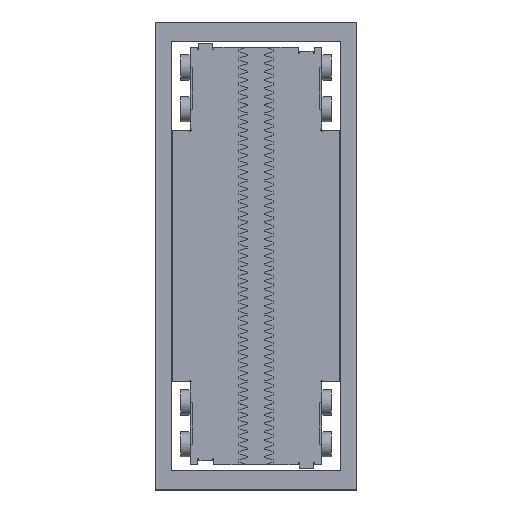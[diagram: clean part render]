
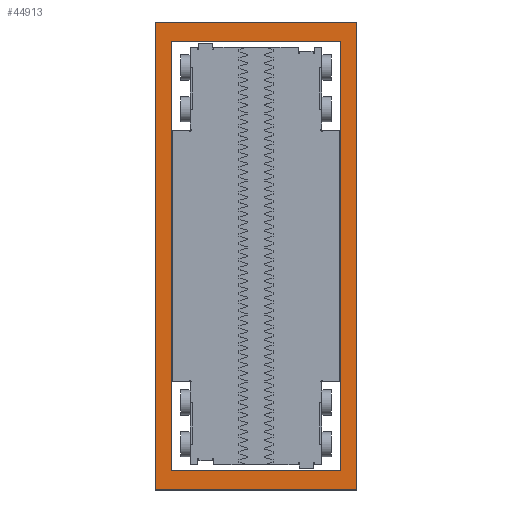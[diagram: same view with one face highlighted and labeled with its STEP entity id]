
A CAD part, top view. The second image highlights one B-rep face of the part: STEP entity #44913.
In plain terms, the highlighted planar face has unit normal (0, 0, 1).
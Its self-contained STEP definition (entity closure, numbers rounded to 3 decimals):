
#44913 = ADVANCED_FACE('',(#44914,#45033),#44928,.T.);
#44914 = FACE_BOUND('',#44915,.T.);
#44915 = EDGE_LOOP('',(#44916,#44951,#44979,#45007));
#44916 = ORIENTED_EDGE('',*,*,#44917,.T.);
#44917 = EDGE_CURVE('',#44918,#44920,#44922,.T.);
#44918 = VERTEX_POINT('',#44919);
#44919 = CARTESIAN_POINT('',(16.2,40.9,-4.2));
#44920 = VERTEX_POINT('',#44921);
#44921 = CARTESIAN_POINT('',(16.2,-40.9,-4.2));
#44922 = SURFACE_CURVE('',#44923,(#44927,#44939),.PCURVE_S1.);
#44923 = LINE('',#44924,#44925);
#44924 = CARTESIAN_POINT('',(16.2,40.9,-4.2));
#44925 = VECTOR('',#44926,1.);
#44926 = DIRECTION('',(0.,-1.,0.));
#44927 = PCURVE('',#44928,#44933);
#44928 = PLANE('',#44929);
#44929 = AXIS2_PLACEMENT_3D('',#44930,#44931,#44932);
#44930 = CARTESIAN_POINT('',(19.2,40.,-4.2));
#44931 = DIRECTION('',(0.,0.,1.));
#44932 = DIRECTION('',(0.,1.,0.));
#44933 = DEFINITIONAL_REPRESENTATION('',(#44934),#44938);
#44934 = LINE('',#44935,#44936);
#44935 = CARTESIAN_POINT('',(0.9,3.));
#44936 = VECTOR('',#44937,1.);
#44937 = DIRECTION('',(-1.,0.));
#44938 = ( GEOMETRIC_REPRESENTATION_CONTEXT(2) 
PARAMETRIC_REPRESENTATION_CONTEXT() REPRESENTATION_CONTEXT('2D SPACE',''
  ) );
#44939 = PCURVE('',#44940,#44945);
#44940 = PLANE('',#44941);
#44941 = AXIS2_PLACEMENT_3D('',#44942,#44943,#44944);
#44942 = CARTESIAN_POINT('',(16.2,40.,-6.6));
#44943 = DIRECTION('',(-1.,0.,0.));
#44944 = DIRECTION('',(0.,0.,1.));
#44945 = DEFINITIONAL_REPRESENTATION('',(#44946),#44950);
#44946 = LINE('',#44947,#44948);
#44947 = CARTESIAN_POINT('',(2.4,0.9));
#44948 = VECTOR('',#44949,1.);
#44949 = DIRECTION('',(0.,-1.));
#44950 = ( GEOMETRIC_REPRESENTATION_CONTEXT(2) 
PARAMETRIC_REPRESENTATION_CONTEXT() REPRESENTATION_CONTEXT('2D SPACE',''
  ) );
#44951 = ORIENTED_EDGE('',*,*,#44952,.F.);
#44952 = EDGE_CURVE('',#44953,#44920,#44955,.T.);
#44953 = VERTEX_POINT('',#44954);
#44954 = CARTESIAN_POINT('',(-16.2,-40.9,-4.2));
#44955 = SURFACE_CURVE('',#44956,(#44960,#44967),.PCURVE_S1.);
#44956 = LINE('',#44957,#44958);
#44957 = CARTESIAN_POINT('',(-16.2,-40.9,-4.2));
#44958 = VECTOR('',#44959,1.);
#44959 = DIRECTION('',(1.,0.,0.));
#44960 = PCURVE('',#44928,#44961);
#44961 = DEFINITIONAL_REPRESENTATION('',(#44962),#44966);
#44962 = LINE('',#44963,#44964);
#44963 = CARTESIAN_POINT('',(-80.9,35.4));
#44964 = VECTOR('',#44965,1.);
#44965 = DIRECTION('',(0.,-1.));
#44966 = ( GEOMETRIC_REPRESENTATION_CONTEXT(2) 
PARAMETRIC_REPRESENTATION_CONTEXT() REPRESENTATION_CONTEXT('2D SPACE',''
  ) );
#44967 = PCURVE('',#44968,#44973);
#44968 = PLANE('',#44969);
#44969 = AXIS2_PLACEMENT_3D('',#44970,#44971,#44972);
#44970 = CARTESIAN_POINT('',(-16.2,-40.9,-6.6));
#44971 = DIRECTION('',(0.,-1.,0.));
#44972 = DIRECTION('',(0.,0.,1.));
#44973 = DEFINITIONAL_REPRESENTATION('',(#44974),#44978);
#44974 = LINE('',#44975,#44976);
#44975 = CARTESIAN_POINT('',(2.4,0.));
#44976 = VECTOR('',#44977,1.);
#44977 = DIRECTION('',(0.,-1.));
#44978 = ( GEOMETRIC_REPRESENTATION_CONTEXT(2) 
PARAMETRIC_REPRESENTATION_CONTEXT() REPRESENTATION_CONTEXT('2D SPACE',''
  ) );
#44979 = ORIENTED_EDGE('',*,*,#44980,.T.);
#44980 = EDGE_CURVE('',#44953,#44981,#44983,.T.);
#44981 = VERTEX_POINT('',#44982);
#44982 = CARTESIAN_POINT('',(-16.2,40.9,-4.2));
#44983 = SURFACE_CURVE('',#44984,(#44988,#44995),.PCURVE_S1.);
#44984 = LINE('',#44985,#44986);
#44985 = CARTESIAN_POINT('',(-16.2,-40.9,-4.2));
#44986 = VECTOR('',#44987,1.);
#44987 = DIRECTION('',(0.,1.,0.));
#44988 = PCURVE('',#44928,#44989);
#44989 = DEFINITIONAL_REPRESENTATION('',(#44990),#44994);
#44990 = LINE('',#44991,#44992);
#44991 = CARTESIAN_POINT('',(-80.9,35.4));
#44992 = VECTOR('',#44993,1.);
#44993 = DIRECTION('',(1.,0.));
#44994 = ( GEOMETRIC_REPRESENTATION_CONTEXT(2) 
PARAMETRIC_REPRESENTATION_CONTEXT() REPRESENTATION_CONTEXT('2D SPACE',''
  ) );
#44995 = PCURVE('',#44996,#45001);
#44996 = PLANE('',#44997);
#44997 = AXIS2_PLACEMENT_3D('',#44998,#44999,#45000);
#44998 = CARTESIAN_POINT('',(-16.2,40.,-6.6));
#44999 = DIRECTION('',(-1.,0.,0.));
#45000 = DIRECTION('',(0.,0.,1.));
#45001 = DEFINITIONAL_REPRESENTATION('',(#45002),#45006);
#45002 = LINE('',#45003,#45004);
#45003 = CARTESIAN_POINT('',(2.4,-80.9));
#45004 = VECTOR('',#45005,1.);
#45005 = DIRECTION('',(0.,1.));
#45006 = ( GEOMETRIC_REPRESENTATION_CONTEXT(2) 
PARAMETRIC_REPRESENTATION_CONTEXT() REPRESENTATION_CONTEXT('2D SPACE',''
  ) );
#45007 = ORIENTED_EDGE('',*,*,#45008,.F.);
#45008 = EDGE_CURVE('',#44918,#44981,#45009,.T.);
#45009 = SURFACE_CURVE('',#45010,(#45014,#45021),.PCURVE_S1.);
#45010 = LINE('',#45011,#45012);
#45011 = CARTESIAN_POINT('',(16.2,40.9,-4.2));
#45012 = VECTOR('',#45013,1.);
#45013 = DIRECTION('',(-1.,0.,0.));
#45014 = PCURVE('',#44928,#45015);
#45015 = DEFINITIONAL_REPRESENTATION('',(#45016),#45020);
#45016 = LINE('',#45017,#45018);
#45017 = CARTESIAN_POINT('',(0.9,3.));
#45018 = VECTOR('',#45019,1.);
#45019 = DIRECTION('',(0.,1.));
#45020 = ( GEOMETRIC_REPRESENTATION_CONTEXT(2) 
PARAMETRIC_REPRESENTATION_CONTEXT() REPRESENTATION_CONTEXT('2D SPACE',''
  ) );
#45021 = PCURVE('',#45022,#45027);
#45022 = PLANE('',#45023);
#45023 = AXIS2_PLACEMENT_3D('',#45024,#45025,#45026);
#45024 = CARTESIAN_POINT('',(16.2,40.9,-6.6));
#45025 = DIRECTION('',(0.,1.,0.));
#45026 = DIRECTION('',(0.,0.,1.));
#45027 = DEFINITIONAL_REPRESENTATION('',(#45028),#45032);
#45028 = LINE('',#45029,#45030);
#45029 = CARTESIAN_POINT('',(2.4,0.));
#45030 = VECTOR('',#45031,1.);
#45031 = DIRECTION('',(0.,-1.));
#45032 = ( GEOMETRIC_REPRESENTATION_CONTEXT(2) 
PARAMETRIC_REPRESENTATION_CONTEXT() REPRESENTATION_CONTEXT('2D SPACE',''
  ) );
#45033 = FACE_BOUND('',#45034,.T.);
#45034 = EDGE_LOOP('',(#45035,#45065,#45093,#45121));
#45035 = ORIENTED_EDGE('',*,*,#45036,.T.);
#45036 = EDGE_CURVE('',#45037,#45039,#45041,.T.);
#45037 = VERTEX_POINT('',#45038);
#45038 = CARTESIAN_POINT('',(-19.2,44.7,-4.2));
#45039 = VERTEX_POINT('',#45040);
#45040 = CARTESIAN_POINT('',(-19.2,-44.7,-4.2));
#45041 = SURFACE_CURVE('',#45042,(#45046,#45053),.PCURVE_S1.);
#45042 = LINE('',#45043,#45044);
#45043 = CARTESIAN_POINT('',(-19.2,44.7,-4.2));
#45044 = VECTOR('',#45045,1.);
#45045 = DIRECTION('',(0.,-1.,0.));
#45046 = PCURVE('',#44928,#45047);
#45047 = DEFINITIONAL_REPRESENTATION('',(#45048),#45052);
#45048 = LINE('',#45049,#45050);
#45049 = CARTESIAN_POINT('',(4.7,38.4));
#45050 = VECTOR('',#45051,1.);
#45051 = DIRECTION('',(-1.,0.));
#45052 = ( GEOMETRIC_REPRESENTATION_CONTEXT(2) 
PARAMETRIC_REPRESENTATION_CONTEXT() REPRESENTATION_CONTEXT('2D SPACE',''
  ) );
#45053 = PCURVE('',#45054,#45059);
#45054 = PLANE('',#45055);
#45055 = AXIS2_PLACEMENT_3D('',#45056,#45057,#45058);
#45056 = CARTESIAN_POINT('',(-19.2,40.,-6.6));
#45057 = DIRECTION('',(-1.,0.,0.));
#45058 = DIRECTION('',(0.,0.,1.));
#45059 = DEFINITIONAL_REPRESENTATION('',(#45060),#45064);
#45060 = LINE('',#45061,#45062);
#45061 = CARTESIAN_POINT('',(2.4,4.7));
#45062 = VECTOR('',#45063,1.);
#45063 = DIRECTION('',(0.,-1.));
#45064 = ( GEOMETRIC_REPRESENTATION_CONTEXT(2) 
PARAMETRIC_REPRESENTATION_CONTEXT() REPRESENTATION_CONTEXT('2D SPACE',''
  ) );
#45065 = ORIENTED_EDGE('',*,*,#45066,.T.);
#45066 = EDGE_CURVE('',#45039,#45067,#45069,.T.);
#45067 = VERTEX_POINT('',#45068);
#45068 = CARTESIAN_POINT('',(19.2,-44.7,-4.2));
#45069 = SURFACE_CURVE('',#45070,(#45074,#45081),.PCURVE_S1.);
#45070 = LINE('',#45071,#45072);
#45071 = CARTESIAN_POINT('',(-19.2,-44.7,-4.2));
#45072 = VECTOR('',#45073,1.);
#45073 = DIRECTION('',(1.,0.,0.));
#45074 = PCURVE('',#44928,#45075);
#45075 = DEFINITIONAL_REPRESENTATION('',(#45076),#45080);
#45076 = LINE('',#45077,#45078);
#45077 = CARTESIAN_POINT('',(-84.7,38.4));
#45078 = VECTOR('',#45079,1.);
#45079 = DIRECTION('',(0.,-1.));
#45080 = ( GEOMETRIC_REPRESENTATION_CONTEXT(2) 
PARAMETRIC_REPRESENTATION_CONTEXT() REPRESENTATION_CONTEXT('2D SPACE',''
  ) );
#45081 = PCURVE('',#45082,#45087);
#45082 = PLANE('',#45083);
#45083 = AXIS2_PLACEMENT_3D('',#45084,#45085,#45086);
#45084 = CARTESIAN_POINT('',(-19.2,-44.7,-6.6));
#45085 = DIRECTION('',(0.,-1.,0.));
#45086 = DIRECTION('',(0.,0.,1.));
#45087 = DEFINITIONAL_REPRESENTATION('',(#45088),#45092);
#45088 = LINE('',#45089,#45090);
#45089 = CARTESIAN_POINT('',(2.4,0.));
#45090 = VECTOR('',#45091,1.);
#45091 = DIRECTION('',(0.,-1.));
#45092 = ( GEOMETRIC_REPRESENTATION_CONTEXT(2) 
PARAMETRIC_REPRESENTATION_CONTEXT() REPRESENTATION_CONTEXT('2D SPACE',''
  ) );
#45093 = ORIENTED_EDGE('',*,*,#45094,.T.);
#45094 = EDGE_CURVE('',#45067,#45095,#45097,.T.);
#45095 = VERTEX_POINT('',#45096);
#45096 = CARTESIAN_POINT('',(19.2,44.7,-4.2));
#45097 = SURFACE_CURVE('',#45098,(#45102,#45109),.PCURVE_S1.);
#45098 = LINE('',#45099,#45100);
#45099 = CARTESIAN_POINT('',(19.2,-44.7,-4.2));
#45100 = VECTOR('',#45101,1.);
#45101 = DIRECTION('',(0.,1.,0.));
#45102 = PCURVE('',#44928,#45103);
#45103 = DEFINITIONAL_REPRESENTATION('',(#45104),#45108);
#45104 = LINE('',#45105,#45106);
#45105 = CARTESIAN_POINT('',(-84.7,0.));
#45106 = VECTOR('',#45107,1.);
#45107 = DIRECTION('',(1.,0.));
#45108 = ( GEOMETRIC_REPRESENTATION_CONTEXT(2) 
PARAMETRIC_REPRESENTATION_CONTEXT() REPRESENTATION_CONTEXT('2D SPACE',''
  ) );
#45109 = PCURVE('',#45110,#45115);
#45110 = PLANE('',#45111);
#45111 = AXIS2_PLACEMENT_3D('',#45112,#45113,#45114);
#45112 = CARTESIAN_POINT('',(19.2,40.,-6.6));
#45113 = DIRECTION('',(-1.,0.,0.));
#45114 = DIRECTION('',(0.,0.,1.));
#45115 = DEFINITIONAL_REPRESENTATION('',(#45116),#45120);
#45116 = LINE('',#45117,#45118);
#45117 = CARTESIAN_POINT('',(2.4,-84.7));
#45118 = VECTOR('',#45119,1.);
#45119 = DIRECTION('',(0.,1.));
#45120 = ( GEOMETRIC_REPRESENTATION_CONTEXT(2) 
PARAMETRIC_REPRESENTATION_CONTEXT() REPRESENTATION_CONTEXT('2D SPACE',''
  ) );
#45121 = ORIENTED_EDGE('',*,*,#45122,.T.);
#45122 = EDGE_CURVE('',#45095,#45037,#45123,.T.);
#45123 = SURFACE_CURVE('',#45124,(#45128,#45135),.PCURVE_S1.);
#45124 = LINE('',#45125,#45126);
#45125 = CARTESIAN_POINT('',(19.2,44.7,-4.2));
#45126 = VECTOR('',#45127,1.);
#45127 = DIRECTION('',(-1.,0.,0.));
#45128 = PCURVE('',#44928,#45129);
#45129 = DEFINITIONAL_REPRESENTATION('',(#45130),#45134);
#45130 = LINE('',#45131,#45132);
#45131 = CARTESIAN_POINT('',(4.7,0.));
#45132 = VECTOR('',#45133,1.);
#45133 = DIRECTION('',(0.,1.));
#45134 = ( GEOMETRIC_REPRESENTATION_CONTEXT(2) 
PARAMETRIC_REPRESENTATION_CONTEXT() REPRESENTATION_CONTEXT('2D SPACE',''
  ) );
#45135 = PCURVE('',#45136,#45141);
#45136 = PLANE('',#45137);
#45137 = AXIS2_PLACEMENT_3D('',#45138,#45139,#45140);
#45138 = CARTESIAN_POINT('',(19.2,44.7,-6.6));
#45139 = DIRECTION('',(0.,1.,0.));
#45140 = DIRECTION('',(0.,0.,1.));
#45141 = DEFINITIONAL_REPRESENTATION('',(#45142),#45146);
#45142 = LINE('',#45143,#45144);
#45143 = CARTESIAN_POINT('',(2.4,0.));
#45144 = VECTOR('',#45145,1.);
#45145 = DIRECTION('',(0.,-1.));
#45146 = ( GEOMETRIC_REPRESENTATION_CONTEXT(2) 
PARAMETRIC_REPRESENTATION_CONTEXT() REPRESENTATION_CONTEXT('2D SPACE',''
  ) );
